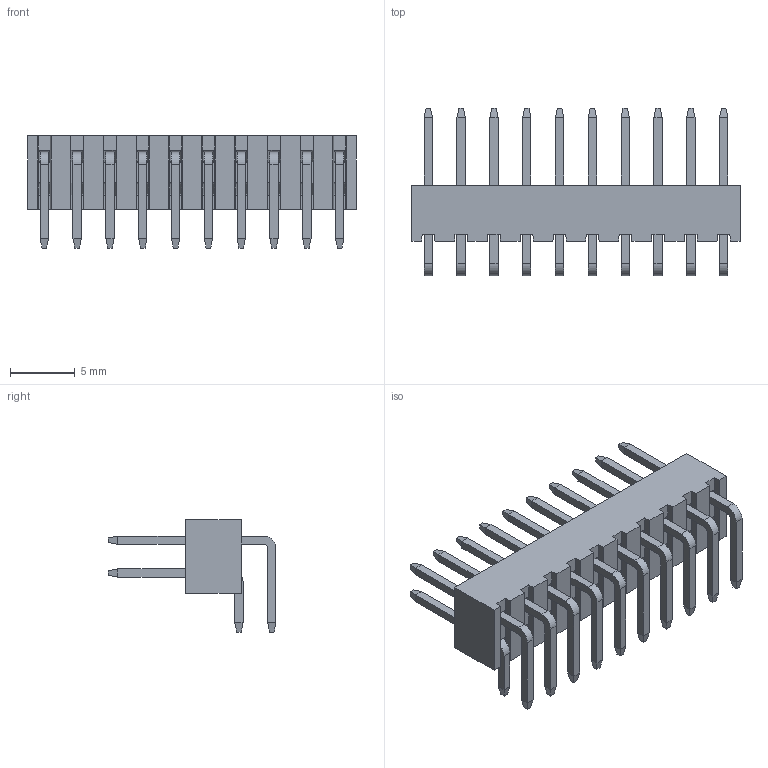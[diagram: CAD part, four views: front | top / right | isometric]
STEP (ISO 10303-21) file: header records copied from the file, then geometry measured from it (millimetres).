
FILE_DESCRIPTION( ('This file contains a STEP AP42 implementation' ,'as created by ZW3D STEP Interface translator.') ,'2;1' );
FILE_NAME( '1143-12XXXXRXXXXXXX.stp' ,'23 331.165947', (''), ('ZWCAD Software Co.'), 'Version 1.0', 'ZW3D to STEP translator', '' );
FILE_SCHEMA(('AUTOMOTIVE_DESIGN { 1 0 10303 214 1 1 1 1 }'));
Length unit declared in the file: millimetre
Products named in the file (2): 0; 1143-1220XXR144XXXX
Bounding box: 25.4 x 12.98 x 8.7 mm (x, y, z)
Volume: 695.1 mm3; surface area: 1632.5 mm2
Topology: 21 solids, 21 shells, 586 faces, 1372 edges, 808 vertices
Faces by surface type: plane 546, cylinder 40
Entity records: 16699 total; most frequent: CARTESIAN_POINT 2767, ORIENTED_EDGE 2744, DIRECTION 2626, EDGE_CURVE 1372, VECTOR 1292, LINE 1292, VERTEX_POINT 808, AXIS2_PLACEMENT_3D 667
